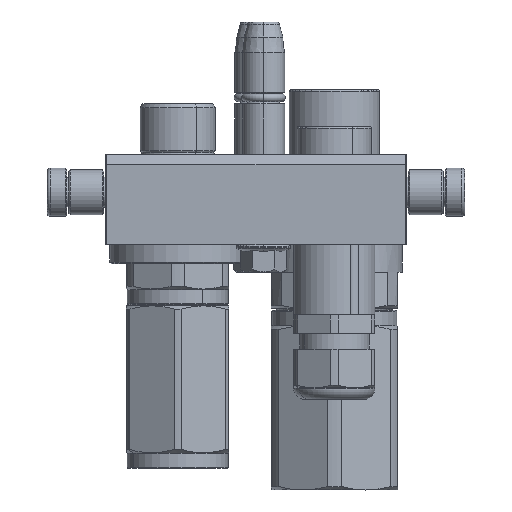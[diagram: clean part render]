
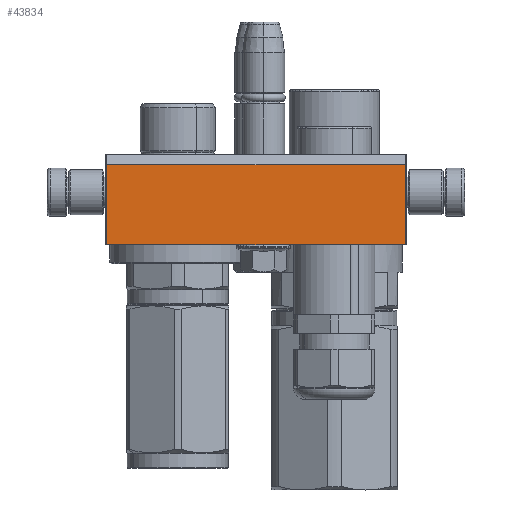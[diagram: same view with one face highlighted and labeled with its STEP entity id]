
A CAD part, left-side view. The second image highlights one B-rep face of the part: STEP entity #43834.
In plain terms, the highlighted face is planar.
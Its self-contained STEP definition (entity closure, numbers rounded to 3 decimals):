
#4663 = CARTESIAN_POINT ( 'NONE',  ( 49.5, 11.536, 56. ) ) ;
#5920 = LINE ( 'NONE', #71162, #25406 ) ;
#6490 = EDGE_LOOP ( 'NONE', ( #49871, #34606, #19002, #17150 ) ) ;
#8877 = CARTESIAN_POINT ( 'NONE',  ( 49.5, -15., 56. ) ) ;
#10411 = CARTESIAN_POINT ( 'NONE',  ( -50., -15., 56. ) ) ;
#14446 = VECTOR ( 'NONE', #34359, 1000. ) ;
#16337 = PLANE ( 'NONE',  #19990 ) ;
#17150 = ORIENTED_EDGE ( 'NONE', *, *, #39891, .F. ) ;
#19002 = ORIENTED_EDGE ( 'NONE', *, *, #47787, .F. ) ;
#19990 = AXIS2_PLACEMENT_3D ( 'NONE', #10411, #21616, #21108 ) ;
#21108 = DIRECTION ( 'NONE',  ( 1., 0., 0. ) ) ;
#21616 = DIRECTION ( 'NONE',  ( 0., 0., 1. ) ) ;
#23145 = LINE ( 'NONE', #58574, #45354 ) ;
#25406 = VECTOR ( 'NONE', #36871, 1000. ) ;
#26403 = VERTEX_POINT ( 'NONE', #32433 ) ;
#27802 = CARTESIAN_POINT ( 'NONE',  ( 49.5, -15., 56. ) ) ;
#32433 = CARTESIAN_POINT ( 'NONE',  ( -49.5, 11.536, 56. ) ) ;
#34359 = DIRECTION ( 'NONE',  ( 0., 1., 0. ) ) ;
#34606 = ORIENTED_EDGE ( 'NONE', *, *, #57938, .T. ) ;
#36871 = DIRECTION ( 'NONE',  ( 1., 0., 0. ) ) ;
#36907 = EDGE_CURVE ( 'NONE', #42120, #48004, #5920, .T. ) ;
#39891 = EDGE_CURVE ( 'NONE', #42120, #26403, #64266, .T. ) ;
#41792 = VERTEX_POINT ( 'NONE', #4663 ) ;
#41893 = FACE_OUTER_BOUND ( 'NONE', #6490, .T. ) ;
#42120 = VERTEX_POINT ( 'NONE', #48788 ) ;
#42446 = DIRECTION ( 'NONE',  ( 0., 1., 0. ) ) ;
#43834 = ADVANCED_FACE ( 'NONE', ( #41893 ), #16337, .T. ) ;
#45354 = VECTOR ( 'NONE', #64299, 1000. ) ;
#45898 = VECTOR ( 'NONE', #42446, 1000. ) ;
#47787 = EDGE_CURVE ( 'NONE', #26403, #41792, #23145, .T. ) ;
#48004 = VERTEX_POINT ( 'NONE', #27802 ) ;
#48516 = LINE ( 'NONE', #8877, #45898 ) ;
#48788 = CARTESIAN_POINT ( 'NONE',  ( -49.5, -15., 56. ) ) ;
#49871 = ORIENTED_EDGE ( 'NONE', *, *, #36907, .T. ) ;
#57938 = EDGE_CURVE ( 'NONE', #48004, #41792, #48516, .T. ) ;
#58574 = CARTESIAN_POINT ( 'NONE',  ( -49.5, 11.536, 56. ) ) ;
#62928 = CARTESIAN_POINT ( 'NONE',  ( -49.5, -15., 56. ) ) ;
#64266 = LINE ( 'NONE', #62928, #14446 ) ;
#64299 = DIRECTION ( 'NONE',  ( 1., 0., 0. ) ) ;
#71162 = CARTESIAN_POINT ( 'NONE',  ( -49.5, -15., 56. ) ) ;
